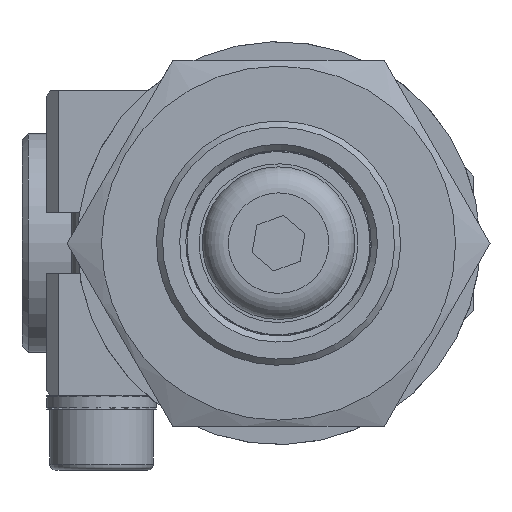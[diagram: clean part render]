
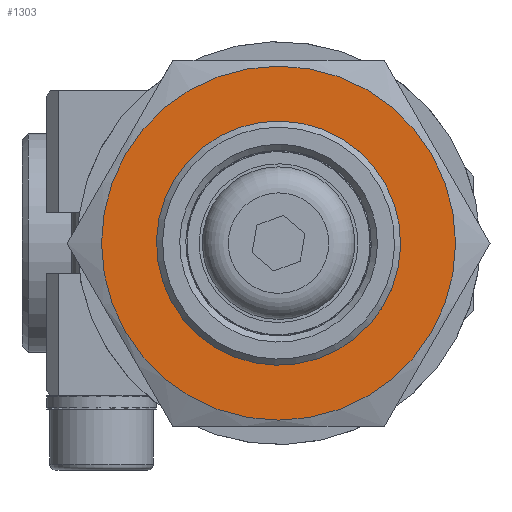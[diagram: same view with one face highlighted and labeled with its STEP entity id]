
A CAD part, front view. The second image highlights one B-rep face of the part: STEP entity #1303.
In plain terms, the highlighted face is planar.
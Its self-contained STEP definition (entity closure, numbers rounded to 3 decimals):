
#1303=ADVANCED_FACE('',(#2469,#2470),#2471,.T.);
#2469=FACE_BOUND('',#4615,.T.);
#2470=FACE_OUTER_BOUND('',#4616,.T.);
#2471=PLANE('',#4617);
#4615=EDGE_LOOP('',(#7657));
#4616=EDGE_LOOP('',(#7658));
#4617=AXIS2_PLACEMENT_3D('',#7659,#7660,#7661);
#7657=ORIENTED_EDGE('',*,*,#8996,.F.);
#7658=ORIENTED_EDGE('',*,*,#8981,.F.);
#7659=CARTESIAN_POINT('',(8.66,-15.0,-9.0));
#7660=DIRECTION('',(0.0,0.0,-1.0));
#7661=DIRECTION('',(-1.0,0.0,0.0));
#8981=EDGE_CURVE('',#10766,#10766,#10767,.T.);
#8996=EDGE_CURVE('',#10787,#10787,#10788,.T.);
#10766=VERTEX_POINT('',#13589);
#10767=CIRCLE('',#13590,14.5);
#10787=VERTEX_POINT('',#13648);
#10788=CIRCLE('',#13649,9.188);
#13589=CARTESIAN_POINT('',(14.5,0.0,-9.0));
#13590=AXIS2_PLACEMENT_3D('',#15201,#15202,#15203);
#13648=CARTESIAN_POINT('',(-9.188,0.0,-9.0));
#13649=AXIS2_PLACEMENT_3D('',#15209,#15210,#15211);
#15201=CARTESIAN_POINT('',(0.0,0.0,-9.0));
#15202=DIRECTION('',(0.0,0.0,1.0));
#15203=DIRECTION('',(1.0,0.0,0.0));
#15209=CARTESIAN_POINT('',(0.,0.0,-9.0));
#15210=DIRECTION('',(0.0,0.0,-1.0));
#15211=DIRECTION('',(-1.0,0.0,0.0));
